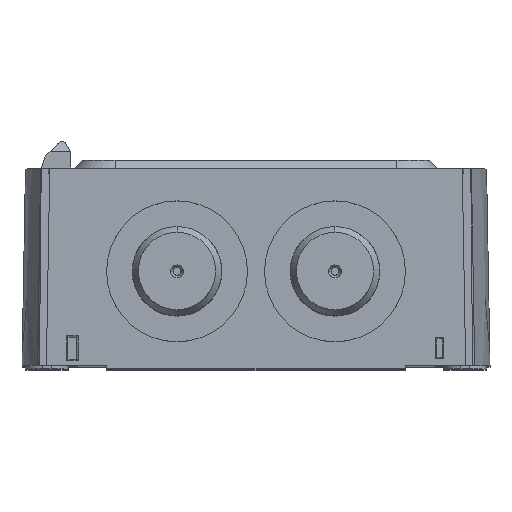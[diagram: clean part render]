
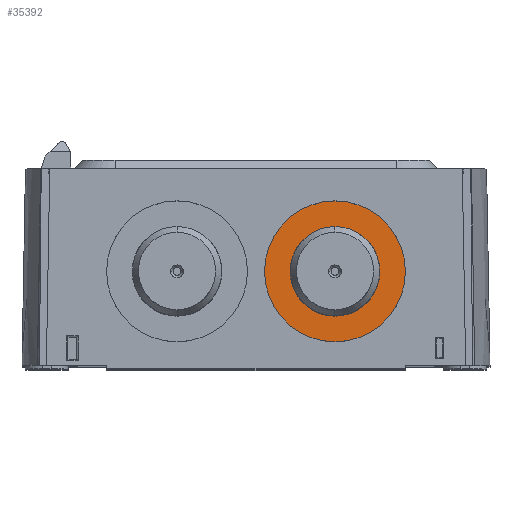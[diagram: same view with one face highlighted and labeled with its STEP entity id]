
A CAD part, top view. The second image highlights one B-rep face of the part: STEP entity #35392.
In plain terms, the highlighted planar face has unit normal (0, 0, 1).
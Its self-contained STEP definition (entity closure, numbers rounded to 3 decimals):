
#6526 = CIRCLE ( 'NONE', #36202, 10.5 ) ;
#6646 = CARTESIAN_POINT ( 'NONE',  ( 44.5, 22.8, 42.5 ) ) ;
#8308 = ORIENTED_EDGE ( 'NONE', *, *, #92364, .T. ) ;
#11844 = VERTEX_POINT ( 'NONE', #53931 ) ;
#13005 = DIRECTION ( 'NONE',  ( -1., 0., 0. ) ) ;
#14856 = PLANE ( 'NONE',  #77308 ) ;
#16829 = EDGE_CURVE ( 'NONE', #89896, #99112, #45847, .T. ) ;
#18364 = DIRECTION ( 'NONE',  ( 0., 0., 1. ) ) ;
#18555 = ORIENTED_EDGE ( 'NONE', *, *, #16829, .F. ) ;
#21960 = DIRECTION ( 'NONE',  ( 0., 0., 1. ) ) ;
#24507 = CARTESIAN_POINT ( 'NONE',  ( 55., 22.8, 42.5 ) ) ;
#29579 = ORIENTED_EDGE ( 'NONE', *, *, #73099, .F. ) ;
#29887 = CIRCLE ( 'NONE', #56196, 16.498 ) ;
#30174 = DIRECTION ( 'NONE',  ( 0., 0., 1. ) ) ;
#31576 = DIRECTION ( 'NONE',  ( 0., 0., 1. ) ) ;
#34163 = VERTEX_POINT ( 'NONE', #81097 ) ;
#35392 = ADVANCED_FACE ( 'NONE', ( #81115, #106322 ), #14856, .T. ) ;
#36202 = AXIS2_PLACEMENT_3D ( 'NONE', #97007, #21960, #55391 ) ;
#38166 = CARTESIAN_POINT ( 'NONE',  ( 44.5, 22.8, 42.5 ) ) ;
#40347 = DIRECTION ( 'NONE',  ( -1., 0., 0. ) ) ;
#45847 = CIRCLE ( 'NONE', #84312, 10.5 ) ;
#50693 = DIRECTION ( 'NONE',  ( -1., 0., 0. ) ) ;
#53931 = CARTESIAN_POINT ( 'NONE',  ( 60.998, 22.8, 42.5 ) ) ;
#55391 = DIRECTION ( 'NONE',  ( -1., 0., 0. ) ) ;
#56196 = AXIS2_PLACEMENT_3D ( 'NONE', #95445, #18364, #50693 ) ;
#57840 = AXIS2_PLACEMENT_3D ( 'NONE', #91810, #31576, #40347 ) ;
#65237 = DIRECTION ( 'NONE',  ( -1., 0., 0. ) ) ;
#66499 = ORIENTED_EDGE ( 'NONE', *, *, #91719, .T. ) ;
#67541 = EDGE_LOOP ( 'NONE', ( #8308, #66499 ) ) ;
#68105 = EDGE_LOOP ( 'NONE', ( #18555, #29579 ) ) ;
#73099 = EDGE_CURVE ( 'NONE', #99112, #89896, #6526, .T. ) ;
#75803 = CARTESIAN_POINT ( 'NONE',  ( 34., 22.8, 42.5 ) ) ;
#77308 = AXIS2_PLACEMENT_3D ( 'NONE', #6646, #30174, #65237 ) ;
#79825 = DIRECTION ( 'NONE',  ( 0., 0., 1. ) ) ;
#81097 = CARTESIAN_POINT ( 'NONE',  ( 28.002, 22.8, 42.5 ) ) ;
#81115 = FACE_BOUND ( 'NONE', #68105, .T. ) ;
#84312 = AXIS2_PLACEMENT_3D ( 'NONE', #38166, #79825, #13005 ) ;
#89896 = VERTEX_POINT ( 'NONE', #75803 ) ;
#91719 = EDGE_CURVE ( 'NONE', #11844, #34163, #96377, .T. ) ;
#91810 = CARTESIAN_POINT ( 'NONE',  ( 44.5, 22.8, 42.5 ) ) ;
#92364 = EDGE_CURVE ( 'NONE', #34163, #11844, #29887, .T. ) ;
#95445 = CARTESIAN_POINT ( 'NONE',  ( 44.5, 22.8, 42.5 ) ) ;
#96377 = CIRCLE ( 'NONE', #57840, 16.498 ) ;
#97007 = CARTESIAN_POINT ( 'NONE',  ( 44.5, 22.8, 42.5 ) ) ;
#99112 = VERTEX_POINT ( 'NONE', #24507 ) ;
#106322 = FACE_OUTER_BOUND ( 'NONE', #67541, .T. ) ;
